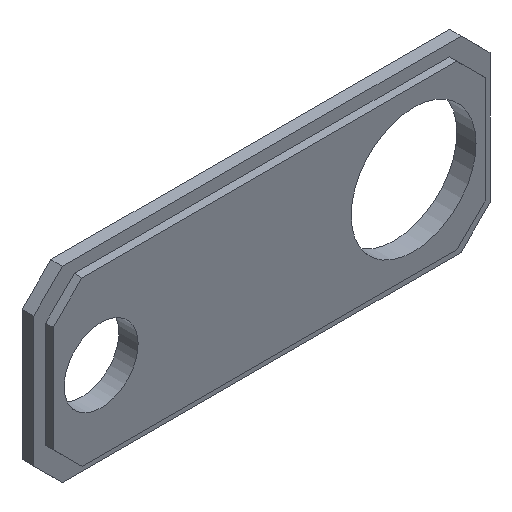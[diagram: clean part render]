
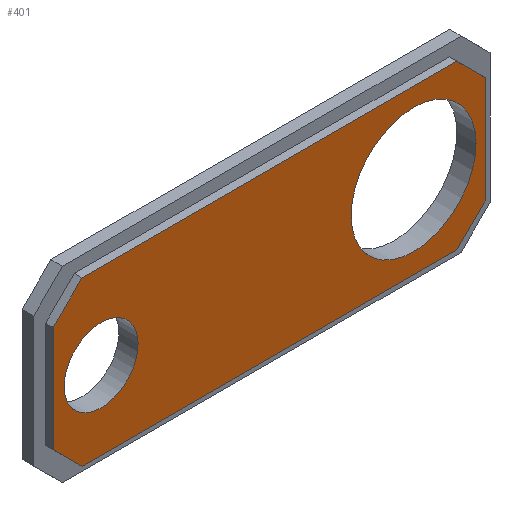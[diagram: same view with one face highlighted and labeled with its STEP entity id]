
A CAD part, isometric view. The second image highlights one B-rep face of the part: STEP entity #401.
In plain terms, the highlighted planar face has unit normal (0, -1, 0).
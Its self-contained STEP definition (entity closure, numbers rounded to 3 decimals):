
#17=FACE_BOUND('',#74,.T.);
#18=FACE_BOUND('',#75,.T.);
#29=PLANE('',#440);
#50=FACE_OUTER_BOUND('',#73,.T.);
#73=EDGE_LOOP('',(#330,#331,#332,#333,#334,#335,#336,#337));
#74=EDGE_LOOP('',(#338));
#75=EDGE_LOOP('',(#339));
#111=LINE('',#615,#161);
#115=LINE('',#623,#165);
#116=LINE('',#625,#166);
#117=LINE('',#627,#167);
#118=LINE('',#629,#168);
#119=LINE('',#631,#169);
#120=LINE('',#633,#170);
#121=LINE('',#634,#171);
#161=VECTOR('',#507,10.);
#165=VECTOR('',#513,10.);
#166=VECTOR('',#514,10.);
#167=VECTOR('',#515,10.);
#168=VECTOR('',#516,10.);
#169=VECTOR('',#517,10.);
#170=VECTOR('',#518,10.);
#171=VECTOR('',#519,10.);
#187=CIRCLE('',#427,6.5);
#189=CIRCLE('',#430,3.85);
#191=VERTEX_POINT('',#556);
#193=VERTEX_POINT('',#562);
#210=VERTEX_POINT('',#613);
#211=VERTEX_POINT('',#614);
#214=VERTEX_POINT('',#622);
#215=VERTEX_POINT('',#624);
#216=VERTEX_POINT('',#626);
#217=VERTEX_POINT('',#628);
#218=VERTEX_POINT('',#630);
#219=VERTEX_POINT('',#632);
#228=EDGE_CURVE('',#191,#191,#187,.T.);
#231=EDGE_CURVE('',#193,#193,#189,.T.);
#255=EDGE_CURVE('',#210,#211,#111,.T.);
#259=EDGE_CURVE('',#210,#214,#115,.T.);
#260=EDGE_CURVE('',#215,#214,#116,.T.);
#261=EDGE_CURVE('',#215,#216,#117,.T.);
#262=EDGE_CURVE('',#217,#216,#118,.T.);
#263=EDGE_CURVE('',#217,#218,#119,.T.);
#264=EDGE_CURVE('',#219,#218,#120,.T.);
#265=EDGE_CURVE('',#219,#211,#121,.T.);
#330=ORIENTED_EDGE('',*,*,#255,.F.);
#331=ORIENTED_EDGE('',*,*,#259,.T.);
#332=ORIENTED_EDGE('',*,*,#260,.F.);
#333=ORIENTED_EDGE('',*,*,#261,.T.);
#334=ORIENTED_EDGE('',*,*,#262,.F.);
#335=ORIENTED_EDGE('',*,*,#263,.T.);
#336=ORIENTED_EDGE('',*,*,#264,.F.);
#337=ORIENTED_EDGE('',*,*,#265,.T.);
#338=ORIENTED_EDGE('',*,*,#228,.T.);
#339=ORIENTED_EDGE('',*,*,#231,.T.);
#401=ADVANCED_FACE('',(#50,#17,#18),#29,.T.);
#427=AXIS2_PLACEMENT_3D('',#558,#457,#458);
#430=AXIS2_PLACEMENT_3D('',#564,#464,#465);
#440=AXIS2_PLACEMENT_3D('',#621,#511,#512);
#457=DIRECTION('center_axis',(0.,1.,0.));
#458=DIRECTION('ref_axis',(1.,0.,0.));
#464=DIRECTION('center_axis',(0.,1.,0.));
#465=DIRECTION('ref_axis',(1.,0.,0.));
#507=DIRECTION('',(0.707,0.,0.707));
#511=DIRECTION('center_axis',(0.,-1.,0.));
#512=DIRECTION('ref_axis',(0.,0.,-1.));
#513=DIRECTION('',(0.,0.,-1.));
#514=DIRECTION('',(-0.707,0.,0.707));
#515=DIRECTION('',(1.,0.,0.));
#516=DIRECTION('',(-0.707,0.,-0.707));
#517=DIRECTION('',(0.,0.,1.));
#518=DIRECTION('',(0.707,0.,-0.707));
#519=DIRECTION('',(-1.,0.,0.));
#556=CARTESIAN_POINT('',(8.5,-71.,8.487));
#558=CARTESIAN_POINT('Origin',(15.,-71.,8.487));
#562=CARTESIAN_POINT('',(-21.368,-71.,8.015));
#564=CARTESIAN_POINT('Origin',(-17.518,-71.,8.015));
#613=CARTESIAN_POINT('',(-22.5,-71.,13.899));
#614=CARTESIAN_POINT('',(-19.5,-71.,16.899));
#615=CARTESIAN_POINT('',(-17.5,-71.,18.899));
#621=CARTESIAN_POINT('Origin',(0.,-71.,8.399));
#622=CARTESIAN_POINT('',(-22.5,-71.,2.899));
#623=CARTESIAN_POINT('',(-22.5,-71.,16.899));
#624=CARTESIAN_POINT('',(-19.5,-71.,-0.101));
#625=CARTESIAN_POINT('',(-17.5,-71.,-2.101));
#626=CARTESIAN_POINT('',(19.5,-71.,-0.101));
#627=CARTESIAN_POINT('',(-22.5,-71.,-0.101));
#628=CARTESIAN_POINT('',(22.5,-71.,2.899));
#629=CARTESIAN_POINT('',(17.5,-71.,-2.101));
#630=CARTESIAN_POINT('',(22.5,-71.,13.899));
#631=CARTESIAN_POINT('',(22.5,-71.,-0.101));
#632=CARTESIAN_POINT('',(19.5,-71.,16.899));
#633=CARTESIAN_POINT('',(17.5,-71.,18.899));
#634=CARTESIAN_POINT('',(22.5,-71.,16.899));
